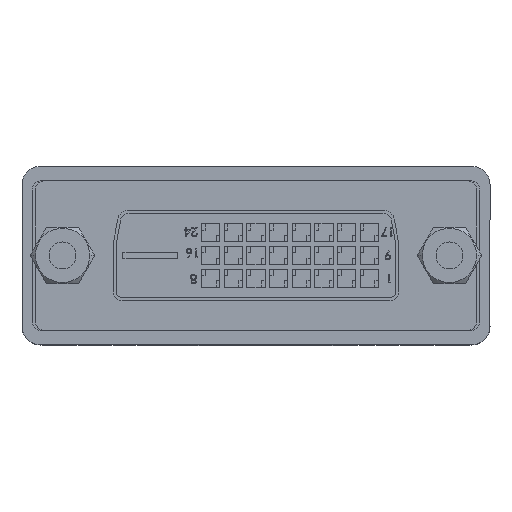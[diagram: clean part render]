
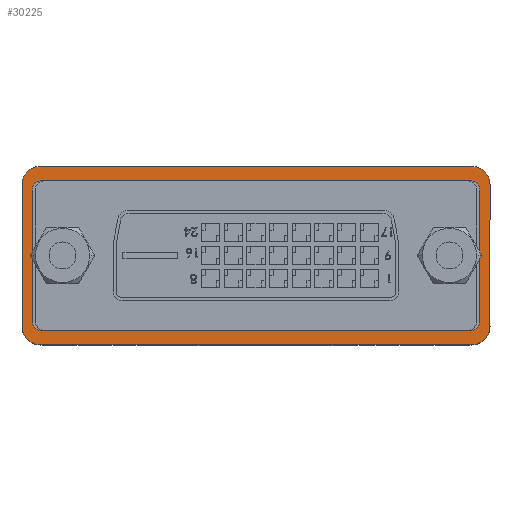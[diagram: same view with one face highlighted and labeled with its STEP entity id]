
A CAD part, top view. The second image highlights one B-rep face of the part: STEP entity #30225.
In plain terms, the highlighted planar face has unit normal (0, 0, 1).
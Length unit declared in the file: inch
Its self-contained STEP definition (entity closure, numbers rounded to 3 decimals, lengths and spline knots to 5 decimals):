
#11693 = CARTESIAN_POINT ( 'NONE',  ( -0.74, -0.2165, 0.8 ) ) ;
#11740 = DIRECTION ( 'NONE',  ( -1., 0., 0. ) ) ;
#11741 = DIRECTION ( 'NONE',  ( 0., 0., 1. ) ) ;
#11742 = CARTESIAN_POINT ( 'NONE',  ( -0.708, -0.2165, 0.8 ) ) ;
#11743 = AXIS2_PLACEMENT_3D ( 'NONE', #11742, #11741, #11740 ) ;
#11744 = CIRCLE ( 'NONE', #11743, 0.032 ) ;
#16642 = DIRECTION ( 'NONE',  ( -1., 0., 0. ) ) ;
#16643 = DIRECTION ( 'NONE',  ( 0., 0., 1. ) ) ;
#16644 = AXIS2_PLACEMENT_3D ( 'NONE', #16652, #16643, #16642 ) ;
#16645 = CIRCLE ( 'NONE', #16644, 0.06 ) ;
#16652 = CARTESIAN_POINT ( 'NONE',  ( 0.714, 0.235, 0.8 ) ) ;
#16669 = DIRECTION ( 'NONE',  ( -1., 0., 0. ) ) ;
#16670 = DIRECTION ( 'NONE',  ( 0., 0., 1. ) ) ;
#16671 = CARTESIAN_POINT ( 'NONE',  ( -0.714, -0.235, 0.8 ) ) ;
#16672 = AXIS2_PLACEMENT_3D ( 'NONE', #16671, #16670, #16669 ) ;
#16673 = CIRCLE ( 'NONE', #16672, 0.06 ) ;
#16779 = DIRECTION ( 'NONE',  ( 0., 1., 0. ) ) ;
#16780 = VECTOR ( 'NONE', #16779, 39.37008 ) ;
#16782 = CARTESIAN_POINT ( 'NONE',  ( 0.74, 0.2165, 0.8 ) ) ;
#16783 = LINE ( 'NONE', #16782, #16780 ) ;
#16788 = DIRECTION ( 'NONE',  ( 1., 0., 0. ) ) ;
#16789 = DIRECTION ( 'NONE',  ( 0., 0., 1. ) ) ;
#16790 = CARTESIAN_POINT ( 'NONE',  ( 0.708, 0.2165, 0.8 ) ) ;
#16792 = AXIS2_PLACEMENT_3D ( 'NONE', #16790, #16789, #16788 ) ;
#16794 = CIRCLE ( 'NONE', #16792, 0.032 ) ;
#16799 = CARTESIAN_POINT ( 'NONE',  ( 0.74, -0.2165, 0.8 ) ) ;
#16802 = CARTESIAN_POINT ( 'NONE',  ( 0.708, -0.2485, 0.8 ) ) ;
#16806 = CARTESIAN_POINT ( 'NONE',  ( -0.708, -0.2485, 0.8 ) ) ;
#16808 = DIRECTION ( 'NONE',  ( -1., 0., 0. ) ) ;
#16809 = DIRECTION ( 'NONE',  ( 0., 0., 1. ) ) ;
#16810 = CARTESIAN_POINT ( 'NONE',  ( 0.708, -0.2165, 0.8 ) ) ;
#16811 = AXIS2_PLACEMENT_3D ( 'NONE', #16810, #16809, #16808 ) ;
#16812 = CIRCLE ( 'NONE', #16811, 0.032 ) ;
#16820 = DIRECTION ( 'NONE',  ( 1., 0., 0. ) ) ;
#16822 = VECTOR ( 'NONE', #16820, 39.37008 ) ;
#16824 = CARTESIAN_POINT ( 'NONE',  ( -0.708, -0.2485, 0.8 ) ) ;
#16835 = LINE ( 'NONE', #16824, #16822 ) ;
#16844 = DIRECTION ( 'NONE',  ( 1., 0., 0. ) ) ;
#16846 = DIRECTION ( 'NONE',  ( 0., 0., 1. ) ) ;
#16848 = CARTESIAN_POINT ( 'NONE',  ( -0.714, 0.235, 0.8 ) ) ;
#16849 = AXIS2_PLACEMENT_3D ( 'NONE', #16848, #16846, #16844 ) ;
#16851 = CIRCLE ( 'NONE', #16849, 0.06 ) ;
#16858 = CARTESIAN_POINT ( 'NONE',  ( -0.74, 0.2165, 0.8 ) ) ;
#16860 = DIRECTION ( 'NONE',  ( 1., 0., 0. ) ) ;
#16862 = DIRECTION ( 'NONE',  ( 0., 0., 1. ) ) ;
#16863 = CARTESIAN_POINT ( 'NONE',  ( -0.714, 0.235, 0.8 ) ) ;
#16865 = AXIS2_PLACEMENT_3D ( 'NONE', #16863, #16862, #16860 ) ;
#16869 = PLANE ( 'NONE',  #16865 ) ;
#16871 = FACE_OUTER_BOUND ( 'NONE', #23174, .T. ) ;
#16872 = FACE_BOUND ( 'NONE', #30156, .T. ) ;
#16874 = CARTESIAN_POINT ( 'NONE',  ( -0.708, 0.2485, 0.8 ) ) ;
#16877 = CARTESIAN_POINT ( 'NONE',  ( 0.74, 0.2165, 0.8 ) ) ;
#16909 = CARTESIAN_POINT ( 'NONE',  ( 0.708, 0.2485, 0.8 ) ) ;
#16970 = DIRECTION ( 'NONE',  ( -1., 0., 0. ) ) ;
#16971 = VECTOR ( 'NONE', #16970, 39.37008 ) ;
#16973 = CARTESIAN_POINT ( 'NONE',  ( -0.708, 0.2485, 0.8 ) ) ;
#16974 = LINE ( 'NONE', #16973, #16971 ) ;
#17023 = DIRECTION ( 'NONE',  ( -1., 0., 0. ) ) ;
#17039 = DIRECTION ( 'NONE',  ( 0., 0., 1. ) ) ;
#17041 = CARTESIAN_POINT ( 'NONE',  ( -0.708, 0.2165, 0.8 ) ) ;
#17042 = AXIS2_PLACEMENT_3D ( 'NONE', #17041, #17039, #17023 ) ;
#17043 = CIRCLE ( 'NONE', #17042, 0.032 ) ;
#20733 = DIRECTION ( 'NONE',  ( 1., 0., 0. ) ) ;
#20734 = VECTOR ( 'NONE', #20733, 39.37008 ) ;
#20735 = CARTESIAN_POINT ( 'NONE',  ( -0.714, -0.295, 0.8 ) ) ;
#20736 = LINE ( 'NONE', #20735, #20734 ) ;
#20743 = CARTESIAN_POINT ( 'NONE',  ( 0.774, -0.235, 0.8 ) ) ;
#20753 = DIRECTION ( 'NONE',  ( 0., 1., 0. ) ) ;
#20754 = VECTOR ( 'NONE', #20753, 39.37008 ) ;
#20755 = CARTESIAN_POINT ( 'NONE',  ( 0.774, 0.235, 0.8 ) ) ;
#20756 = LINE ( 'NONE', #20755, #20754 ) ;
#21101 = CARTESIAN_POINT ( 'NONE',  ( 0.774, 0.235, 0.8 ) ) ;
#23004 = ORIENTED_EDGE ( 'NONE', *, *, #31635, .F. ) ;
#23113 = ORIENTED_EDGE ( 'NONE', *, *, #33683, .T. ) ;
#23125 = VERTEX_POINT ( 'NONE', #11693 ) ;
#23127 = ORIENTED_EDGE ( 'NONE', *, *, #30199, .T. ) ;
#23134 = EDGE_CURVE ( 'NONE', #23125, #30206, #11744, .T. ) ;
#23136 = ORIENTED_EDGE ( 'NONE', *, *, #23134, .F. ) ;
#23174 = EDGE_LOOP ( 'NONE', ( #23127, #23113, #24777, #24769, #24766, #23569, #23574, #23575 ) ) ;
#23569 = ORIENTED_EDGE ( 'NONE', *, *, #34810, .T. ) ;
#23574 = ORIENTED_EDGE ( 'NONE', *, *, #30155, .T. ) ;
#23575 = ORIENTED_EDGE ( 'NONE', *, *, #33169, .T. ) ;
#23591 = EDGE_CURVE ( 'NONE', #34428, #34832, #37696, .T. ) ;
#24766 = ORIENTED_EDGE ( 'NONE', *, *, #23591, .T. ) ;
#24769 = ORIENTED_EDGE ( 'NONE', *, *, #34784, .T. ) ;
#24777 = ORIENTED_EDGE ( 'NONE', *, *, #30174, .T. ) ;
#25293 = DIRECTION ( 'NONE',  ( 0., -1., 0. ) ) ;
#25294 = VECTOR ( 'NONE', #25293, 39.37008 ) ;
#25295 = CARTESIAN_POINT ( 'NONE',  ( -0.74, 0.2165, 0.8 ) ) ;
#25296 = LINE ( 'NONE', #25295, #25294 ) ;
#26711 = DIRECTION ( 'NONE',  ( -1., 0., 0. ) ) ;
#26712 = VECTOR ( 'NONE', #26711, 39.37008 ) ;
#26713 = CARTESIAN_POINT ( 'NONE',  ( -0.714, 0.295, 0.8 ) ) ;
#26714 = LINE ( 'NONE', #26713, #26712 ) ;
#26733 = CARTESIAN_POINT ( 'NONE',  ( 0.714, 0.295, 0.8 ) ) ;
#26769 = CARTESIAN_POINT ( 'NONE',  ( -0.714, 0.295, 0.8 ) ) ;
#26986 = CARTESIAN_POINT ( 'NONE',  ( -0.774, 0.235, 0.8 ) ) ;
#26988 = DIRECTION ( 'NONE',  ( 0., -1., 0. ) ) ;
#26989 = VECTOR ( 'NONE', #26988, 39.37008 ) ;
#27007 = CARTESIAN_POINT ( 'NONE',  ( -0.774, 0.235, 0.8 ) ) ;
#27008 = LINE ( 'NONE', #27007, #26989 ) ;
#27106 = CARTESIAN_POINT ( 'NONE',  ( -0.774, -0.235, 0.8 ) ) ;
#28379 = CARTESIAN_POINT ( 'NONE',  ( -0.714, -0.295, 0.8 ) ) ;
#28498 = CARTESIAN_POINT ( 'NONE',  ( 0.714, -0.295, 0.8 ) ) ;
#30155 = EDGE_CURVE ( 'NONE', #35129, #32909, #16645, .T. ) ;
#30156 = EDGE_LOOP ( 'NONE', ( #30226, #30228, #30217, #30221, #30205, #30207, #23136, #23004 ) ) ;
#30174 = EDGE_CURVE ( 'NONE', #33711, #34363, #16673, .T. ) ;
#30199 = EDGE_CURVE ( 'NONE', #33262, #33685, #16851, .T. ) ;
#30202 = EDGE_CURVE ( 'NONE', #30206, #30209, #16835, .T. ) ;
#30203 = EDGE_CURVE ( 'NONE', #30209, #30210, #16812, .T. ) ;
#30205 = ORIENTED_EDGE ( 'NONE', *, *, #30203, .F. ) ;
#30206 = VERTEX_POINT ( 'NONE', #16806 ) ;
#30207 = ORIENTED_EDGE ( 'NONE', *, *, #30202, .F. ) ;
#30209 = VERTEX_POINT ( 'NONE', #16802 ) ;
#30210 = VERTEX_POINT ( 'NONE', #16799 ) ;
#30213 = EDGE_CURVE ( 'NONE', #30222, #30218, #16794, .T. ) ;
#30215 = EDGE_CURVE ( 'NONE', #30210, #30222, #16783, .T. ) ;
#30217 = ORIENTED_EDGE ( 'NONE', *, *, #30213, .F. ) ;
#30218 = VERTEX_POINT ( 'NONE', #16909 ) ;
#30221 = ORIENTED_EDGE ( 'NONE', *, *, #30215, .F. ) ;
#30222 = VERTEX_POINT ( 'NONE', #16877 ) ;
#30224 = VERTEX_POINT ( 'NONE', #16874 ) ;
#30225 = ADVANCED_FACE ( 'NONE', ( #16872, #16871 ), #16869, .T. ) ;
#30226 = ORIENTED_EDGE ( 'NONE', *, *, #30249, .F. ) ;
#30228 = ORIENTED_EDGE ( 'NONE', *, *, #30232, .F. ) ;
#30230 = VERTEX_POINT ( 'NONE', #16858 ) ;
#30232 = EDGE_CURVE ( 'NONE', #30218, #30224, #16974, .T. ) ;
#30249 = EDGE_CURVE ( 'NONE', #30224, #30230, #17043, .T. ) ;
#31635 = EDGE_CURVE ( 'NONE', #30230, #23125, #25296, .T. ) ;
#32909 = VERTEX_POINT ( 'NONE', #26733 ) ;
#33169 = EDGE_CURVE ( 'NONE', #32909, #33262, #26714, .T. ) ;
#33262 = VERTEX_POINT ( 'NONE', #26769 ) ;
#33683 = EDGE_CURVE ( 'NONE', #33685, #33711, #27008, .T. ) ;
#33685 = VERTEX_POINT ( 'NONE', #26986 ) ;
#33711 = VERTEX_POINT ( 'NONE', #27106 ) ;
#34363 = VERTEX_POINT ( 'NONE', #28379 ) ;
#34428 = VERTEX_POINT ( 'NONE', #28498 ) ;
#34784 = EDGE_CURVE ( 'NONE', #34363, #34428, #20736, .T. ) ;
#34810 = EDGE_CURVE ( 'NONE', #34832, #35129, #20756, .T. ) ;
#34832 = VERTEX_POINT ( 'NONE', #20743 ) ;
#35129 = VERTEX_POINT ( 'NONE', #21101 ) ;
#37692 = DIRECTION ( 'NONE',  ( 1., 0., 0. ) ) ;
#37693 = DIRECTION ( 'NONE',  ( 0., 0., 1. ) ) ;
#37694 = CARTESIAN_POINT ( 'NONE',  ( 0.714, -0.235, 0.8 ) ) ;
#37695 = AXIS2_PLACEMENT_3D ( 'NONE', #37694, #37693, #37692 ) ;
#37696 = CIRCLE ( 'NONE', #37695, 0.06 ) ;
